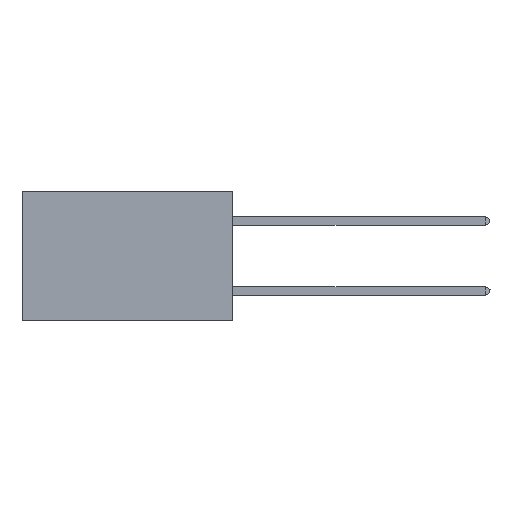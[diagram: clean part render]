
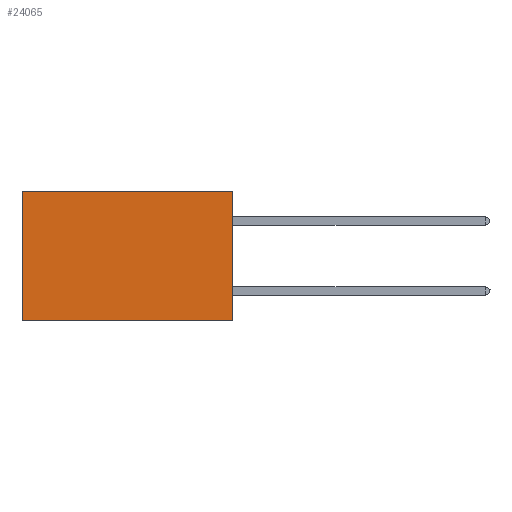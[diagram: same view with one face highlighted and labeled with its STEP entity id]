
A CAD part, left-side view. The second image highlights one B-rep face of the part: STEP entity #24065.
In plain terms, the highlighted planar face has unit normal (-1, 0, 0).
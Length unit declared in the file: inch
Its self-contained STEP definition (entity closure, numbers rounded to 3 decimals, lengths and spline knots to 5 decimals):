
#120 = VERTEX_POINT ( 'NONE', #26132 ) ;
#1486 = VECTOR ( 'NONE', #27622, 39.37008 ) ;
#2239 = EDGE_LOOP ( 'NONE', ( #7608, #2383, #35601, #22945 ) ) ;
#2383 = ORIENTED_EDGE ( 'NONE', *, *, #16423, .F. ) ;
#2861 = CARTESIAN_POINT ( 'NONE',  ( 0.2875, 0., 0. ) ) ;
#7608 = ORIENTED_EDGE ( 'NONE', *, *, #13302, .T. ) ;
#9560 = DIRECTION ( 'NONE',  ( 0., 0., -1. ) ) ;
#10015 = CARTESIAN_POINT ( 'NONE',  ( 0.2875, 0.6, 0. ) ) ;
#10284 = LINE ( 'NONE', #13773, #11328 ) ;
#11328 = VECTOR ( 'NONE', #37071, 39.37008 ) ;
#13050 = DIRECTION ( 'NONE',  ( 1., 0., 0. ) ) ;
#13241 = AXIS2_PLACEMENT_3D ( 'NONE', #2861, #13050, #9560 ) ;
#13302 = EDGE_CURVE ( 'NONE', #27296, #120, #10284, .T. ) ;
#13773 = CARTESIAN_POINT ( 'NONE',  ( 0.2875, 0.6, 0. ) ) ;
#14216 = CARTESIAN_POINT ( 'NONE',  ( 0.2875, 0., -0.37 ) ) ;
#14404 = FACE_OUTER_BOUND ( 'NONE', #2239, .T. ) ;
#16034 = LINE ( 'NONE', #17936, #1486 ) ;
#16423 = EDGE_CURVE ( 'NONE', #27402, #120, #22797, .T. ) ;
#17936 = CARTESIAN_POINT ( 'NONE',  ( 0.2875, 0., 0. ) ) ;
#18678 = LINE ( 'NONE', #21192, #40955 ) ;
#21192 = CARTESIAN_POINT ( 'NONE',  ( 0.2875, 0., 0. ) ) ;
#22797 = LINE ( 'NONE', #24415, #24857 ) ;
#22945 = ORIENTED_EDGE ( 'NONE', *, *, #37799, .T. ) ;
#23066 = EDGE_CURVE ( 'NONE', #36110, #27402, #16034, .T. ) ;
#24065 = ADVANCED_FACE ( 'NONE', ( #14404 ), #39359, .F. ) ;
#24415 = CARTESIAN_POINT ( 'NONE',  ( 0.2875, 0., -0.37 ) ) ;
#24857 = VECTOR ( 'NONE', #41381, 39.37008 ) ;
#26132 = CARTESIAN_POINT ( 'NONE',  ( 0.2875, 0.6, -0.37 ) ) ;
#27296 = VERTEX_POINT ( 'NONE', #10015 ) ;
#27402 = VERTEX_POINT ( 'NONE', #14216 ) ;
#27622 = DIRECTION ( 'NONE',  ( 0., 0., -1. ) ) ;
#27678 = DIRECTION ( 'NONE',  ( 0., 1., 0. ) ) ;
#35601 = ORIENTED_EDGE ( 'NONE', *, *, #23066, .F. ) ;
#36110 = VERTEX_POINT ( 'NONE', #37695 ) ;
#37071 = DIRECTION ( 'NONE',  ( 0., 0., -1. ) ) ;
#37695 = CARTESIAN_POINT ( 'NONE',  ( 0.2875, 0., 0. ) ) ;
#37799 = EDGE_CURVE ( 'NONE', #36110, #27296, #18678, .T. ) ;
#39359 = PLANE ( 'NONE',  #13241 ) ;
#40955 = VECTOR ( 'NONE', #27678, 39.37008 ) ;
#41381 = DIRECTION ( 'NONE',  ( 0., 1., 0. ) ) ;
